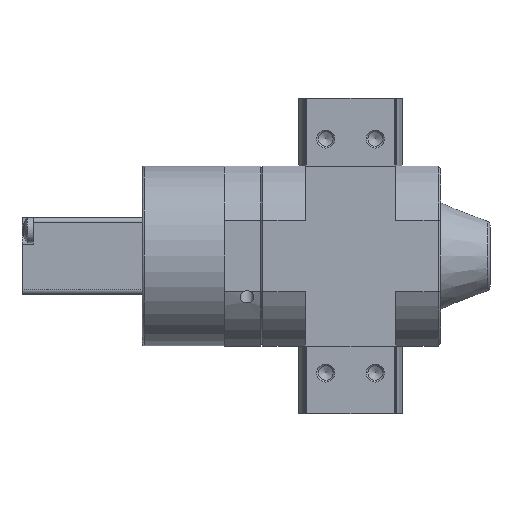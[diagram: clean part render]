
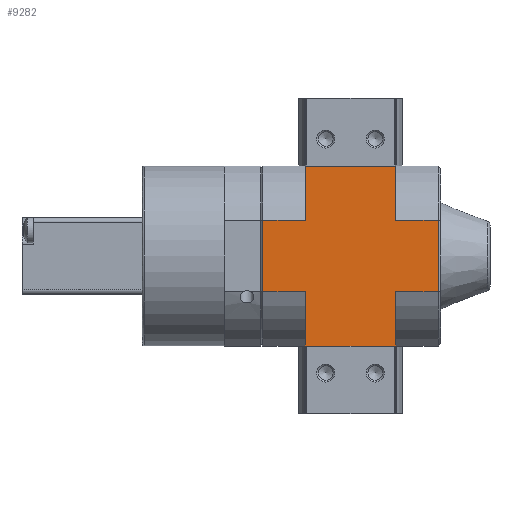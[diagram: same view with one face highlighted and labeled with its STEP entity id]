
A CAD part, left-side view. The second image highlights one B-rep face of the part: STEP entity #9282.
In plain terms, the highlighted face is planar.
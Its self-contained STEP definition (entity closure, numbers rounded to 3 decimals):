
#168=PLANE('',#9800);
#982=ORIENTED_EDGE('',*,*,#2814,.T.);
#983=ORIENTED_EDGE('',*,*,#2815,.F.);
#984=ORIENTED_EDGE('',*,*,#2816,.T.);
#985=ORIENTED_EDGE('',*,*,#2784,.T.);
#986=ORIENTED_EDGE('',*,*,#2817,.F.);
#987=ORIENTED_EDGE('',*,*,#2818,.T.);
#988=ORIENTED_EDGE('',*,*,#2819,.F.);
#989=ORIENTED_EDGE('',*,*,#2820,.T.);
#990=ORIENTED_EDGE('',*,*,#2821,.F.);
#991=ORIENTED_EDGE('',*,*,#2806,.T.);
#992=ORIENTED_EDGE('',*,*,#2822,.T.);
#993=ORIENTED_EDGE('',*,*,#2823,.F.);
#2784=EDGE_CURVE('',#3697,#3696,#4303,.T.);
#2806=EDGE_CURVE('',#3715,#3714,#4313,.T.);
#2814=EDGE_CURVE('',#3721,#3722,#4321,.T.);
#2815=EDGE_CURVE('',#3723,#3722,#4322,.F.);
#2816=EDGE_CURVE('',#3723,#3697,#4323,.T.);
#2817=EDGE_CURVE('',#3724,#3696,#4324,.T.);
#2818=EDGE_CURVE('',#3724,#3725,#4325,.F.);
#2819=EDGE_CURVE('',#3726,#3725,#4326,.T.);
#2820=EDGE_CURVE('',#3726,#3727,#4327,.T.);
#2821=EDGE_CURVE('',#3715,#3727,#4328,.T.);
#2822=EDGE_CURVE('',#3714,#3728,#4329,.T.);
#2823=EDGE_CURVE('',#3721,#3728,#4330,.T.);
#3696=VERTEX_POINT('',#13007);
#3697=VERTEX_POINT('',#13009);
#3714=VERTEX_POINT('',#13063);
#3715=VERTEX_POINT('',#13065);
#3721=VERTEX_POINT('',#13080);
#3722=VERTEX_POINT('',#13081);
#3723=VERTEX_POINT('',#13083);
#3724=VERTEX_POINT('',#13086);
#3725=VERTEX_POINT('',#13088);
#3726=VERTEX_POINT('',#13090);
#3727=VERTEX_POINT('',#13092);
#3728=VERTEX_POINT('',#13095);
#4303=LINE('',#13008,#4786);
#4313=LINE('',#13064,#4796);
#4321=LINE('',#13079,#4804);
#4322=LINE('',#13082,#4805);
#4323=LINE('',#13084,#4806);
#4324=LINE('',#13085,#4807);
#4325=LINE('',#13087,#4808);
#4326=LINE('',#13089,#4809);
#4327=LINE('',#13091,#4810);
#4328=LINE('',#13093,#4811);
#4329=LINE('',#13094,#4812);
#4330=LINE('',#13096,#4813);
#4786=VECTOR('',#10756,1000.);
#4796=VECTOR('',#10790,1000.);
#4804=VECTOR('',#10800,1000.);
#4805=VECTOR('',#10801,1000.);
#4806=VECTOR('',#10802,1000.);
#4807=VECTOR('',#10803,1000.);
#4808=VECTOR('',#10804,1000.);
#4809=VECTOR('',#10805,1000.);
#4810=VECTOR('',#10806,1000.);
#4811=VECTOR('',#10807,1000.);
#4812=VECTOR('',#10808,1000.);
#4813=VECTOR('',#10809,1000.);
#5258=EDGE_LOOP('',(#982,#983,#984,#985,#986,#987,#988,#989,#990,#991,#992,
#993));
#5843=FACE_BOUND('',#5258,.T.);
#9282=ADVANCED_FACE('',(#5843),#168,.T.);
#9800=AXIS2_PLACEMENT_3D('',#13078,#10798,#10799);
#10756=DIRECTION('',(0.,-1.,0.));
#10790=DIRECTION('',(0.,1.,0.));
#10798=DIRECTION('',(0.,0.,1.));
#10799=DIRECTION('',(1.,0.,0.));
#10800=DIRECTION('',(-1.,0.,0.));
#10801=DIRECTION('',(0.,-1.,0.));
#10802=DIRECTION('',(-1.,0.,0.));
#10803=DIRECTION('',(-1.,0.,0.));
#10804=DIRECTION('',(0.,1.,0.));
#10805=DIRECTION('',(-1.,0.,0.));
#10806=DIRECTION('',(0.,1.,0.));
#10807=DIRECTION('',(-1.,0.,0.));
#10808=DIRECTION('',(-1.,0.,0.));
#10809=DIRECTION('',(0.,-1.,0.));
#13007=CARTESIAN_POINT('',(-20.,-10.,20.));
#13008=CARTESIAN_POINT('',(-20.,19.5,20.));
#13009=CARTESIAN_POINT('',(-20.,10.,20.));
#13063=CARTESIAN_POINT('',(20.,10.,20.));
#13064=CARTESIAN_POINT('',(20.,-19.5,20.));
#13065=CARTESIAN_POINT('',(20.,-10.,20.));
#13078=CARTESIAN_POINT('',(0.,0.,20.));
#13079=CARTESIAN_POINT('',(33.,19.5,20.));
#13080=CARTESIAN_POINT('',(7.89,19.5,20.));
#13081=CARTESIAN_POINT('',(-7.89,19.5,20.));
#13082=CARTESIAN_POINT('',(-7.89,27.,20.));
#13083=CARTESIAN_POINT('',(-7.89,10.,20.));
#13084=CARTESIAN_POINT('',(0.,10.,20.));
#13085=CARTESIAN_POINT('',(0.,-10.,20.));
#13086=CARTESIAN_POINT('',(-7.89,-10.,20.));
#13087=CARTESIAN_POINT('',(-7.89,-27.,20.));
#13088=CARTESIAN_POINT('',(-7.89,-19.5,20.));
#13089=CARTESIAN_POINT('',(33.,-19.5,20.));
#13090=CARTESIAN_POINT('',(7.89,-19.5,20.));
#13091=CARTESIAN_POINT('',(7.89,-27.,20.));
#13092=CARTESIAN_POINT('',(7.89,-10.,20.));
#13093=CARTESIAN_POINT('',(0.,-10.,20.));
#13094=CARTESIAN_POINT('',(0.,10.,20.));
#13095=CARTESIAN_POINT('',(7.89,10.,20.));
#13096=CARTESIAN_POINT('',(7.89,27.,20.));
